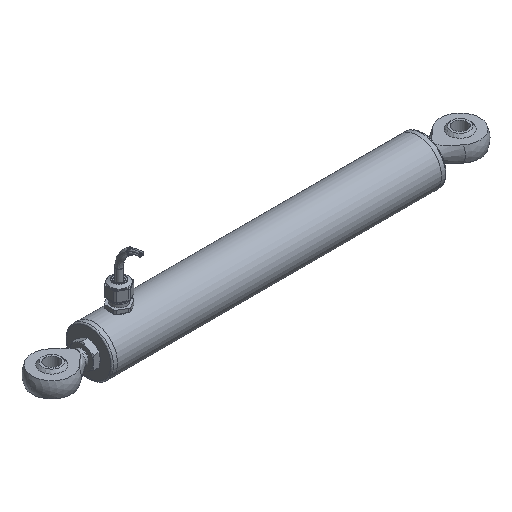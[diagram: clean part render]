
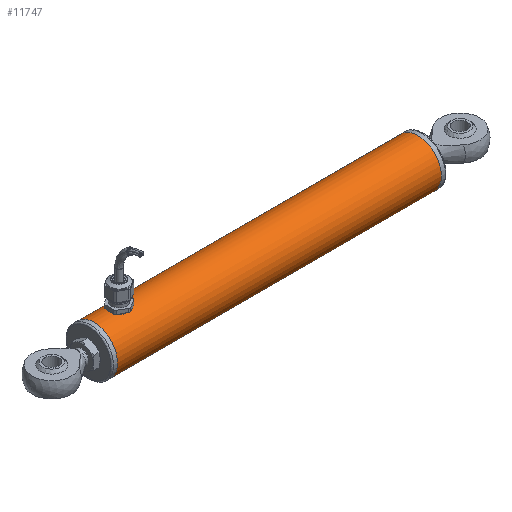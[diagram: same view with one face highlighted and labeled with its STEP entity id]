
A CAD part, isometric view. The second image highlights one B-rep face of the part: STEP entity #11747.
In plain terms, the highlighted cylindrical face has radius 13.335 mm (diameter 26.67 mm), a full revolution.
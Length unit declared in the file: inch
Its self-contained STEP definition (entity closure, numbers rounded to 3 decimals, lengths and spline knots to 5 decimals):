
#204 = CARTESIAN_POINT ( 'NONE',  ( -2.9715, 0.13386, 0.50765 ) ) ;
#626 = ORIENTED_EDGE ( 'NONE', *, *, #11961, .T. ) ;
#676 = CARTESIAN_POINT ( 'NONE',  ( -2.96262, 0.13386, 0.50765 ) ) ;
#795 = CARTESIAN_POINT ( 'NONE',  ( -2.87071, 0.08851, 0.51752 ) ) ;
#861 = CARTESIAN_POINT ( 'NONE',  ( -2.98038, -0.13386, 0.50765 ) ) ;
#922 = CARTESIAN_POINT ( 'NONE',  ( -3.10107, 0.03475, 0.52392 ) ) ;
#1332 = FACE_OUTER_BOUND ( 'NONE', #2786, .T. ) ;
#1631 = CARTESIAN_POINT ( 'NONE',  ( -2.85125, 0.05945, 0.52169 ) ) ;
#1697 = CARTESIAN_POINT ( 'NONE',  ( -2.90417, -0.11602, 0.51204 ) ) ;
#1755 = CARTESIAN_POINT ( 'NONE',  ( -2.88984, 0.10642, 0.51412 ) ) ;
#1827 = CARTESIAN_POINT ( 'NONE',  ( -2.912, -0.12023, 0.51106 ) ) ;
#1880 = EDGE_LOOP ( 'NONE', ( #11541 ) ) ;
#1903 = CARTESIAN_POINT ( 'NONE',  ( -3.10449, -0.0176, 0.52478 ) ) ;
#2025 = CARTESIAN_POINT ( 'NONE',  ( -3.07858, 0.08221, 0.51868 ) ) ;
#2091 = CARTESIAN_POINT ( 'NONE',  ( -3.06, 0.10081, 0.51527 ) ) ;
#2306 = DIRECTION ( 'NONE',  ( 0., -1., 0. ) ) ;
#2686 = CARTESIAN_POINT ( 'NONE',  ( -2.83765, 0.00889, 0.525 ) ) ;
#2786 = EDGE_LOOP ( 'NONE', ( #626 ) ) ;
#2802 = CARTESIAN_POINT ( 'NONE',  ( -2.83763, -0.00865, 0.525 ) ) ;
#2878 = CARTESIAN_POINT ( 'NONE',  ( -2.84193, -0.03475, 0.52392 ) ) ;
#3039 = FACE_OUTER_BOUND ( 'NONE', #1880, .T. ) ;
#3067 = CARTESIAN_POINT ( 'NONE',  ( -2.98038, 0.13386, 0.50765 ) ) ;
#3138 = CARTESIAN_POINT ( 'NONE',  ( -3.03099, 0.12023, 0.51106 ) ) ;
#3225 = FACE_BOUND ( 'NONE', #4559, .T. ) ;
#3664 = CARTESIAN_POINT ( 'NONE',  ( -3.10103, -0.03489, 0.52391 ) ) ;
#3710 = ORIENTED_EDGE ( 'NONE', *, *, #7697, .T. ) ;
#3731 = CARTESIAN_POINT ( 'NONE',  ( -2.9891, -0.13298, 0.50788 ) ) ;
#3756 = DIRECTION ( 'NONE',  ( 0., -1., 0. ) ) ;
#3795 = CARTESIAN_POINT ( 'NONE',  ( -2.9715, 0.13386, 0.50765 ) ) ;
#3847 = CARTESIAN_POINT ( 'NONE',  ( -3.09844, -0.04337, 0.52327 ) ) ;
#3890 = AXIS2_PLACEMENT_3D ( 'NONE', #10969, #8182, #2306 ) ;
#3921 = CARTESIAN_POINT ( 'NONE',  ( -2.86518, 0.0818, 0.51864 ) ) ;
#4227 = VERTEX_POINT ( 'NONE', #12076 ) ;
#4559 = EDGE_LOOP ( 'NONE', ( #3710 ) ) ;
#4603 = CARTESIAN_POINT ( 'NONE',  ( -2.83851, -0.01756, 0.52478 ) ) ;
#4659 = CARTESIAN_POINT ( 'NONE',  ( -3.01477, -0.12697, 0.50943 ) ) ;
#4733 = CARTESIAN_POINT ( 'NONE',  ( -2.85539, 0.06718, 0.52074 ) ) ;
#4800 = CARTESIAN_POINT ( 'NONE',  ( -3.00625, -0.12956, 0.50876 ) ) ;
#4860 = CARTESIAN_POINT ( 'NONE',  ( -2.883, -0.10081, 0.51527 ) ) ;
#5059 = CARTESIAN_POINT ( 'NONE',  ( -3.01485, 0.12695, 0.50943 ) ) ;
#5096 = DIRECTION ( 'NONE',  ( 0., -1., 0. ) ) ;
#5297 = AXIS2_PLACEMENT_3D ( 'NONE', #12111, #9998, #5096 ) ;
#5505 = VERTEX_POINT ( 'NONE', #9237 ) ;
#5572 = CARTESIAN_POINT ( 'NONE',  ( -2.93649, -0.1295, 0.50878 ) ) ;
#5657 = DIRECTION ( 'NONE',  ( -1., 0., 0. ) ) ;
#5693 = CARTESIAN_POINT ( 'NONE',  ( -2.883, 0.1008, 0.51527 ) ) ;
#5772 = CARTESIAN_POINT ( 'NONE',  ( -2.95372, -0.13296, 0.50789 ) ) ;
#5803 = CARTESIAN_POINT ( 'NONE',  ( 3.7185, 0., 0. ) ) ;
#5847 = CARTESIAN_POINT ( 'NONE',  ( -3.05316, -0.10643, 0.51412 ) ) ;
#5902 = CARTESIAN_POINT ( 'NONE',  ( -3.03883, 0.11602, 0.51204 ) ) ;
#6224 = EDGE_CURVE ( 'NONE', #4227, #4227, #9420, .T. ) ;
#6550 = CARTESIAN_POINT ( 'NONE',  ( -2.92822, 0.12697, 0.50943 ) ) ;
#6624 = CARTESIAN_POINT ( 'NONE',  ( -3.10449, 0.01756, 0.52478 ) ) ;
#6751 = CARTESIAN_POINT ( 'NONE',  ( -2.84447, -0.04311, 0.52329 ) ) ;
#6818 = CARTESIAN_POINT ( 'NONE',  ( -3.03864, -0.11613, 0.51202 ) ) ;
#6948 = VERTEX_POINT ( 'NONE', #10793 ) ;
#7578 = CARTESIAN_POINT ( 'NONE',  ( -3.09853, 0.04312, 0.52329 ) ) ;
#7655 = CARTESIAN_POINT ( 'NONE',  ( -2.86442, -0.08221, 0.51868 ) ) ;
#7697 = EDGE_CURVE ( 'NONE', #5505, #5505, #9587, .T. ) ;
#7715 = CARTESIAN_POINT ( 'NONE',  ( -2.84456, 0.04337, 0.52327 ) ) ;
#7777 = CARTESIAN_POINT ( 'NONE',  ( -3.10535, -0.00889, 0.525 ) ) ;
#7850 = CARTESIAN_POINT ( 'NONE',  ( -2.92815, -0.12695, 0.50943 ) ) ;
#7978 = CARTESIAN_POINT ( 'NONE',  ( -3.0065, 0.1295, 0.50878 ) ) ;
#8102 = CARTESIAN_POINT ( 'NONE',  ( -3.08843, 0.0675, 0.5209 ) ) ;
#8182 = DIRECTION ( 'NONE',  ( 1., 0., 0. ) ) ;
#8190 = AXIS2_PLACEMENT_3D ( 'NONE', #5803, #5657, #3756 ) ;
#8539 = CARTESIAN_POINT ( 'NONE',  ( -3.06, -0.1008, 0.51527 ) ) ;
#8733 = CARTESIAN_POINT ( 'NONE',  ( -3.07782, -0.0818, 0.51864 ) ) ;
#8788 = CARTESIAN_POINT ( 'NONE',  ( -2.95389, 0.13298, 0.50788 ) ) ;
#8979 = CARTESIAN_POINT ( 'NONE',  ( -2.98927, 0.13296, 0.50789 ) ) ;
#9237 = CARTESIAN_POINT ( 'NONE',  ( -2.9715, 0.13386, 0.50765 ) ) ;
#9420 = CIRCLE ( 'NONE', #3890, 0.525 ) ;
#9504 = CARTESIAN_POINT ( 'NONE',  ( -3.03096, -0.12025, 0.51106 ) ) ;
#9563 = CARTESIAN_POINT ( 'NONE',  ( -2.93674, 0.12956, 0.50877 ) ) ;
#9587 = B_SPLINE_CURVE_WITH_KNOTS ( 'NONE', 3,
 ( #3795, #676, #8788, #9563, #6550, #10599, #11705, #1755, #5693, #795, #3921, #4733, #1631, #7715, #11640, #10473, #2686, #2802, #4603, #2878, #6751, #12731, #7655, #4860, #11778, #1697, #1827, #7850, #5572, #5772, #9701, #861, #3731, #4800, #4659, #9504, #6818, #5847, #8539, #10731, #8733, #12464, #12663, #3847, #3664, #1903, #7777, #9767, #6624, #922, #7578, #8102, #2025, #2091, #11839, #5902, #3138, #5059, #7978, #8979, #3067, #204 ),
 .UNSPECIFIED., .T., .F.,
 ( 4, 2, 2, 2, 2, 2, 2, 2, 2, 2, 2, 2, 2, 2, 2, 2, 2, 2, 2, 2, 2, 2, 2, 2, 2, 2, 2, 2, 2, 2, 4 ),
 ( 0., 0.00067, 0.00133, 0.002, 0.00267, 0.00333, 0.004, 0.00467, 0.00534, 0.006, 0.00667, 0.008, 0.00867, 0.00934, 0.01, 0.01067, 0.01134, 0.012, 0.01267, 0.01334, 0.01401, 0.01467, 0.01534, 0.01601, 0.01667, 0.01734, 0.01867, 0.01934, 0.02001, 0.02067, 0.02134 ),
 .UNSPECIFIED. ) ;
#9701 = CARTESIAN_POINT ( 'NONE',  ( -2.96261, -0.13386, 0.50765 ) ) ;
#9767 = CARTESIAN_POINT ( 'NONE',  ( -3.10537, 0.00865, 0.525 ) ) ;
#9834 = CIRCLE ( 'NONE', #8190, 0.525 ) ;
#9998 = DIRECTION ( 'NONE',  ( -1., 0., 0. ) ) ;
#10473 = CARTESIAN_POINT ( 'NONE',  ( -2.83851, 0.0176, 0.52478 ) ) ;
#10599 = CARTESIAN_POINT ( 'NONE',  ( -2.91203, 0.12024, 0.51106 ) ) ;
#10731 = CARTESIAN_POINT ( 'NONE',  ( -3.07229, -0.08851, 0.51752 ) ) ;
#10793 = CARTESIAN_POINT ( 'NONE',  ( 3.7185, -0.525, 0. ) ) ;
#10969 = CARTESIAN_POINT ( 'NONE',  ( -3.5315, 0., 0. ) ) ;
#10972 = CYLINDRICAL_SURFACE ( 'NONE', #5297, 0.525 ) ;
#11541 = ORIENTED_EDGE ( 'NONE', *, *, #6224, .T. ) ;
#11640 = CARTESIAN_POINT ( 'NONE',  ( -2.84197, 0.03489, 0.52391 ) ) ;
#11705 = CARTESIAN_POINT ( 'NONE',  ( -2.90436, 0.11613, 0.51202 ) ) ;
#11747 = ADVANCED_FACE ( 'NONE', ( #1332, #3039, #3225 ), #10972, .T. ) ;
#11778 = CARTESIAN_POINT ( 'NONE',  ( -2.88971, -0.10632, 0.51414 ) ) ;
#11839 = CARTESIAN_POINT ( 'NONE',  ( -3.05328, 0.10633, 0.51414 ) ) ;
#11961 = EDGE_CURVE ( 'NONE', #6948, #6948, #9834, .T. ) ;
#12076 = CARTESIAN_POINT ( 'NONE',  ( -3.5315, -0.525, 0. ) ) ;
#12111 = CARTESIAN_POINT ( 'NONE',  ( 3.7185, 0., 0. ) ) ;
#12464 = CARTESIAN_POINT ( 'NONE',  ( -3.08761, -0.06719, 0.52074 ) ) ;
#12663 = CARTESIAN_POINT ( 'NONE',  ( -3.09175, -0.05945, 0.52169 ) ) ;
#12731 = CARTESIAN_POINT ( 'NONE',  ( -2.85457, -0.06749, 0.5209 ) ) ;
